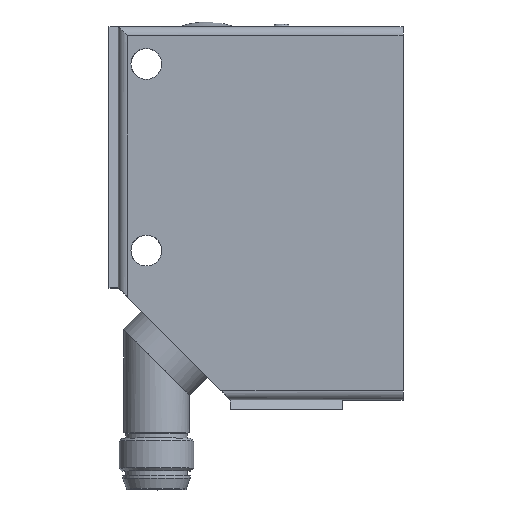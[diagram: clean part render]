
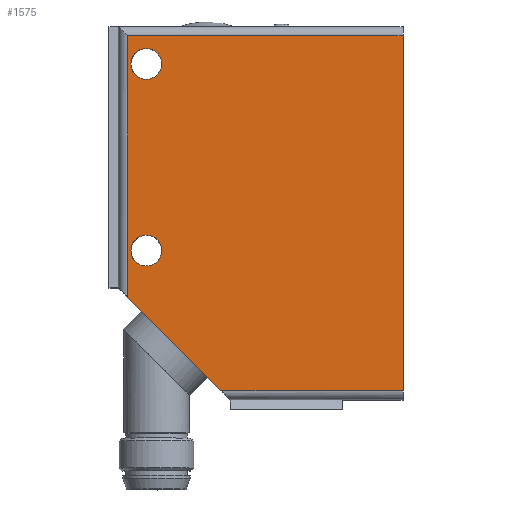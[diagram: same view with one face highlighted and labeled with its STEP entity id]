
A CAD part, top view. The second image highlights one B-rep face of the part: STEP entity #1575.
In plain terms, the highlighted planar face has unit normal (0, 0, 1).
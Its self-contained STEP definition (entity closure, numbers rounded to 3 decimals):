
#118=FACE_BOUND('',#383,.T.);
#119=FACE_BOUND('',#384,.T.);
#180=CIRCLE('',#1711,1.65);
#181=CIRCLE('',#1712,1.65);
#259=FACE_OUTER_BOUND('',#382,.T.);
#382=EDGE_LOOP('',(#1140,#1141,#1142,#1143,#1144));
#383=EDGE_LOOP('',(#1145));
#384=EDGE_LOOP('',(#1146));
#583=LINE('',#2486,#679);
#584=LINE('',#2488,#680);
#585=LINE('',#2490,#681);
#586=LINE('',#2492,#682);
#587=LINE('',#2493,#683);
#679=VECTOR('',#1964,29.5);
#680=VECTOR('',#1965,28.);
#681=VECTOR('',#1966,14.142);
#682=VECTOR('',#1967,19.5);
#683=VECTOR('',#1968,38.);
#774=VERTEX_POINT('',#2484);
#775=VERTEX_POINT('',#2485);
#776=VERTEX_POINT('',#2487);
#777=VERTEX_POINT('',#2489);
#778=VERTEX_POINT('',#2491);
#779=VERTEX_POINT('',#2494);
#780=VERTEX_POINT('',#2496);
#929=EDGE_CURVE('',#774,#775,#583,.T.);
#930=EDGE_CURVE('',#776,#774,#584,.T.);
#931=EDGE_CURVE('',#776,#777,#585,.T.);
#932=EDGE_CURVE('',#778,#777,#586,.T.);
#933=EDGE_CURVE('',#778,#775,#587,.T.);
#934=EDGE_CURVE('',#779,#779,#180,.T.);
#935=EDGE_CURVE('',#780,#780,#181,.T.);
#1140=ORIENTED_EDGE('',*,*,#929,.F.);
#1141=ORIENTED_EDGE('',*,*,#930,.F.);
#1142=ORIENTED_EDGE('',*,*,#931,.T.);
#1143=ORIENTED_EDGE('',*,*,#932,.F.);
#1144=ORIENTED_EDGE('',*,*,#933,.T.);
#1145=ORIENTED_EDGE('',*,*,#934,.T.);
#1146=ORIENTED_EDGE('',*,*,#935,.T.);
#1512=PLANE('',#1710);
#1575=ADVANCED_FACE('',(#259,#118,#119),#1512,.T.);
#1710=AXIS2_PLACEMENT_3D('',#2483,#1962,#1963);
#1711=AXIS2_PLACEMENT_3D('',#2495,#1969,#1970);
#1712=AXIS2_PLACEMENT_3D('',#2497,#1971,#1972);
#1962=DIRECTION('center_axis',(0.,0.,1.));
#1963=DIRECTION('ref_axis',(1.,0.,0.));
#1964=DIRECTION('',(1.,0.,0.));
#1965=DIRECTION('',(0.,1.,0.));
#1966=DIRECTION('',(0.707,-0.707,0.));
#1967=DIRECTION('',(-1.,0.,0.));
#1968=DIRECTION('',(0.,1.,0.));
#1969=DIRECTION('center_axis',(0.,0.,-1.));
#1970=DIRECTION('ref_axis',(1.,0.,0.));
#1971=DIRECTION('center_axis',(0.,0.,-1.));
#1972=DIRECTION('ref_axis',(1.,0.,0.));
#2483=CARTESIAN_POINT('Origin',(-6.158,1.25,7.296));
#2484=CARTESIAN_POINT('',(-19.158,20.25,7.296));
#2485=CARTESIAN_POINT('',(10.342,20.25,7.296));
#2486=CARTESIAN_POINT('',(10.342,20.25,7.296));
#2487=CARTESIAN_POINT('',(-19.158,-7.75,7.296));
#2488=CARTESIAN_POINT('',(-19.158,-8.75,7.296));
#2489=CARTESIAN_POINT('',(-9.158,-17.75,7.296));
#2490=CARTESIAN_POINT('',(-12.658,-14.25,7.296));
#2491=CARTESIAN_POINT('',(10.342,-17.75,7.296));
#2492=CARTESIAN_POINT('',(10.342,-17.75,7.296));
#2493=CARTESIAN_POINT('',(10.342,-18.75,7.296));
#2494=CARTESIAN_POINT('',(-15.508,17.25,7.296));
#2495=CARTESIAN_POINT('Origin',(-17.158,17.25,7.296));
#2496=CARTESIAN_POINT('',(-15.508,-2.75,7.296));
#2497=CARTESIAN_POINT('Origin',(-17.158,-2.75,7.296));
